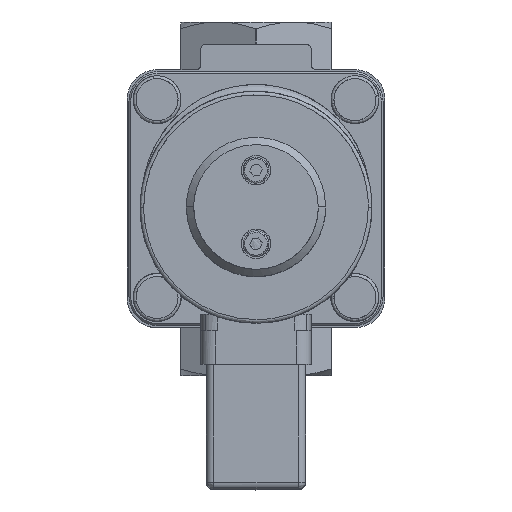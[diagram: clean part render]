
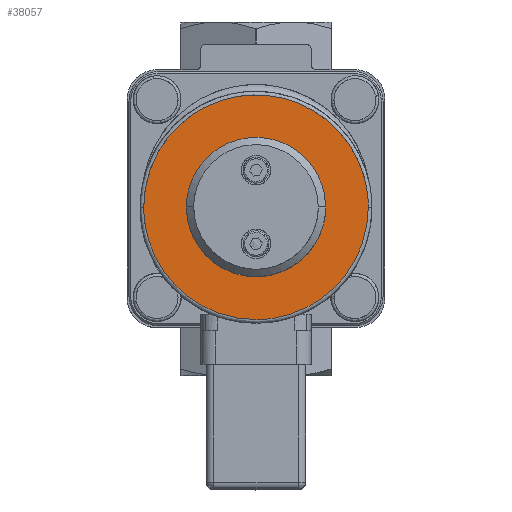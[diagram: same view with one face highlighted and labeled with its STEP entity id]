
A CAD part, top view. The second image highlights one B-rep face of the part: STEP entity #38057.
In plain terms, the highlighted free-form (B-spline) face has degree [1, 1] with [2, 2] control points.
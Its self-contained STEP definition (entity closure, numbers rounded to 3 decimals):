
#38014 = CARTESIAN_POINT ('', (0., -33., 130.9));
#38015 = VERTEX_POINT ('', #38014);
#38016 = CARTESIAN_POINT ('', (30.5, -2.5, 130.9));
#38017 = VERTEX_POINT ('', #38016);
#38018 = CARTESIAN_POINT ('', (0., -33., 130.9));
#38019 = CARTESIAN_POINT ('', (-30.5, -33., 130.9));
#38020 = CARTESIAN_POINT ('', (-30.5, -2.5, 130.9));
#38021 = CARTESIAN_POINT ('', (-30.5, 28., 130.9));
#38022 = CARTESIAN_POINT ('', (0., 28., 130.9));
#38023 = CARTESIAN_POINT ('', (30.5, 28., 130.9));
#38024 = CARTESIAN_POINT ('', (30.5, -2.5, 130.9));
#38025 = (
   BOUNDED_CURVE ()
   B_SPLINE_CURVE (2, (#38018, #38019, #38020, #38021, #38022, #38023, #38024), .UNSPECIFIED., .F., .U.)
   B_SPLINE_CURVE_WITH_KNOTS ((3, 2, 2, 3), (0., 90., 180., 270.), .UNSPECIFIED.)
   CURVE ()
   GEOMETRIC_REPRESENTATION_ITEM ()
   RATIONAL_B_SPLINE_CURVE ((1., 0.707, 1., 0.707, 1., 0.707, 1.))
   REPRESENTATION_ITEM ('')
);
#38026 = EDGE_CURVE ('', #38015, #38017, #38025, .T.);
#38027 = ORIENTED_EDGE ('', *, *, #38026, .F.);
#38028 = CARTESIAN_POINT ('', (30.5, -2.5, 130.9));
#38029 = CARTESIAN_POINT ('', (30.5, -33., 130.9));
#38030 = CARTESIAN_POINT ('', (0., -33., 130.9));
#38031 = (
   BOUNDED_CURVE ()
   B_SPLINE_CURVE (2, (#38028, #38029, #38030), .UNSPECIFIED., .F., .U.)
   B_SPLINE_CURVE_WITH_KNOTS ((3, 3), (270., 360.), .UNSPECIFIED.)
   CURVE ()
   GEOMETRIC_REPRESENTATION_ITEM ()
   RATIONAL_B_SPLINE_CURVE ((1., 0.707, 1.))
   REPRESENTATION_ITEM ('')
);
#38032 = EDGE_CURVE ('', #38017, #38015, #38031, .T.);
#38033 = ORIENTED_EDGE ('', *, *, #38032, .F.);
#38034 = EDGE_LOOP ('', (#38027, #38033));
#38035 = FACE_OUTER_BOUND ('', #38034, .T.);
#38036 = CARTESIAN_POINT ('', (18.9, -2.5, 130.9));
#38037 = VERTEX_POINT ('', #38036);
#38038 = CARTESIAN_POINT ('', (18.9, -2.5, 130.9));
#38039 = CARTESIAN_POINT ('', (18.9, 16.4, 130.9));
#38040 = CARTESIAN_POINT ('', (0., 16.4, 130.9));
#38041 = CARTESIAN_POINT ('', (-18.9, 16.4, 130.9));
#38042 = CARTESIAN_POINT ('', (-18.9, -2.5, 130.9));
#38043 = CARTESIAN_POINT ('', (-18.9, -21.4, 130.9));
#38044 = CARTESIAN_POINT ('', (0., -21.4, 130.9));
#38045 = CARTESIAN_POINT ('', (18.9, -21.4, 130.9));
#38046 = CARTESIAN_POINT ('', (18.9, -2.5, 130.9));
#38047 = (
   BOUNDED_CURVE ()
   B_SPLINE_CURVE (2, (#38038, #38039, #38040, #38041, #38042, #38043, #38044, #38045, #38046), .UNSPECIFIED., .T., .U.)
   B_SPLINE_CURVE_WITH_KNOTS ((3, 2, 2, 2, 3), (0., 90., 180., 270., 360.), .UNSPECIFIED.)
   CURVE ()
   GEOMETRIC_REPRESENTATION_ITEM ()
   RATIONAL_B_SPLINE_CURVE ((1., 0.707, 1., 0.707, 1., 0.707, 1., 0.707, 1.))
   REPRESENTATION_ITEM ('')
);
#38048 = EDGE_CURVE ('', #38037, #38037, #38047, .T.);
#38049 = ORIENTED_EDGE ('', *, *, #38048, .F.);
#38050 = EDGE_LOOP ('', (#38049));
#38051 = FACE_BOUND ('', #38050, .T.);
#38052 = CARTESIAN_POINT ('', (30.5, 28., 130.9));
#38053 = CARTESIAN_POINT ('', (30.5, -33., 130.9));
#38054 = CARTESIAN_POINT ('', (-30.5, 28., 130.9));
#38055 = CARTESIAN_POINT ('', (-30.5, -33., 130.9));
#38056 = B_SPLINE_SURFACE_WITH_KNOTS ('', 1, 1, ((#38052, #38053), (#38054, #38055)), .UNSPECIFIED., .F., .F., .U., (2, 2), (2, 2), (-30.5, 30.5), (-52.75, 8.25), .UNSPECIFIED.);
#38057 = ADVANCED_FACE ('', (#38035, #38051), #38056, .T.);
